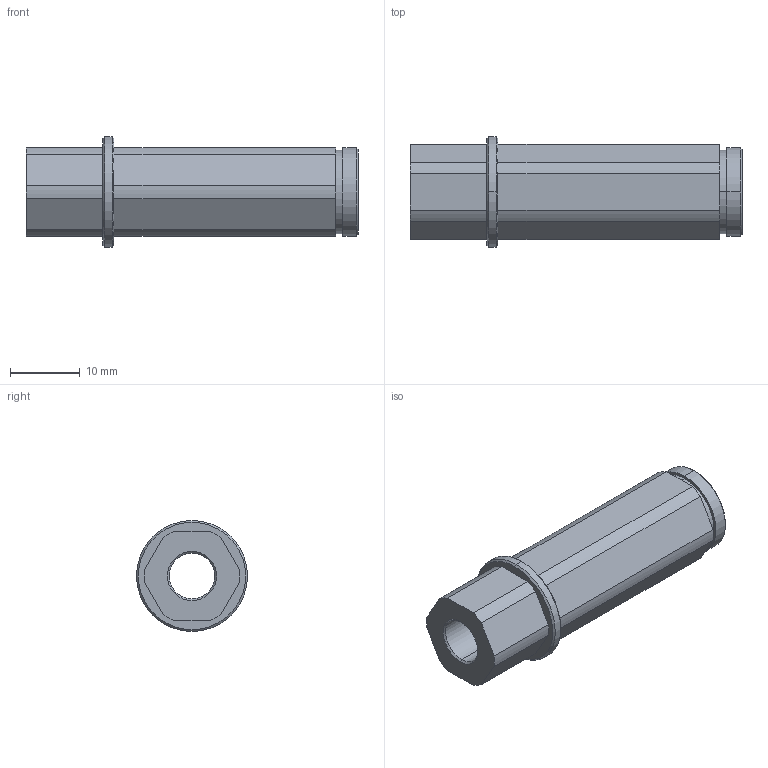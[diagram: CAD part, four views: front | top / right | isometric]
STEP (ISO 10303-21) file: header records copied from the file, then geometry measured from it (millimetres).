
FILE_DESCRIPTION (( 'STEP AP214' ), '1' );
FILE_NAME ('WCP-1397 Rev1.step', '2024-01-06T01:12:42', ( '' ), ( '' ), 'SwSTEP 2.0', 'SolidWorks 2022', '' );
FILE_SCHEMA (( 'AUTOMOTIVE_DESIGN' ));
Length unit declared in the file: inch
Products named in the file (1): WCP-1397 Rev1
Bounding box: 47.5 x 15.88 x 15.88 mm (x, y, z)
Volume: 4904.5 mm3; surface area: 3329.1 mm2
Topology: 1 solids, 1 shells, 53 faces, 126 edges, 80 vertices
Faces by surface type: cylinder 22, plane 19, cone 12
Entity records: 1610 total; most frequent: DIRECTION 290, CARTESIAN_POINT 260, ORIENTED_EDGE 252, EDGE_CURVE 126, AXIS2_PLACEMENT_3D 110, VERTEX_POINT 80, VECTOR 70, LINE 70
